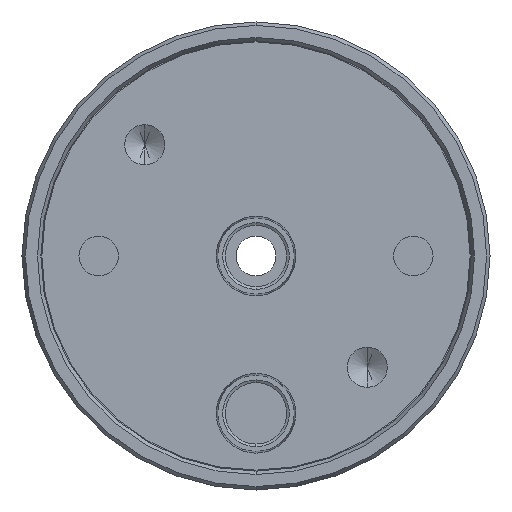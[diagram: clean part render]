
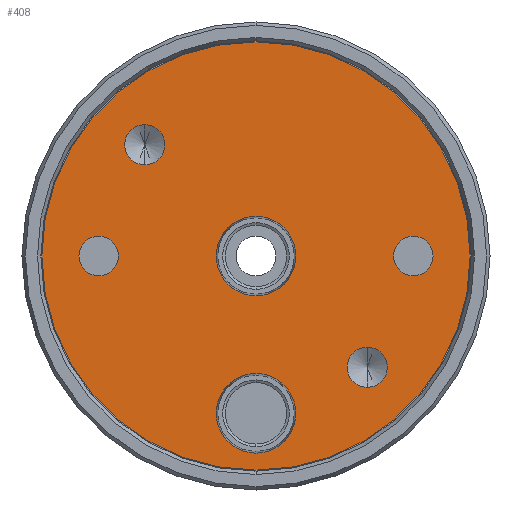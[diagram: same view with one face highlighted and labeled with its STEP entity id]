
A CAD part, front view. The second image highlights one B-rep face of the part: STEP entity #408.
In plain terms, the highlighted planar face has unit normal (0, -1, 0).
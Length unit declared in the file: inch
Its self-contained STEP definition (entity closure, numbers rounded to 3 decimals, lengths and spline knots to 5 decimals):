
#48 = CARTESIAN_POINT ( 'NONE',  ( 0.8, 0., 0. ) ) ;
#62 = CIRCLE ( 'NONE', #104, 1.089 ) ;
#104 = AXIS2_PLACEMENT_3D ( 'NONE', #1145, #1159, #1127 ) ;
#175 = AXIS2_PLACEMENT_3D ( 'NONE', #1174, #1937, #1012 ) ;
#190 = VERTEX_POINT ( 'NONE', #1830 ) ;
#216 = DIRECTION ( 'NONE',  ( 0., -1., 0. ) ) ;
#226 = CARTESIAN_POINT ( 'NONE',  ( 0., 0., -0.8 ) ) ;
#240 = DIRECTION ( 'NONE',  ( 0., 0., 1. ) ) ;
#260 = AXIS2_PLACEMENT_3D ( 'NONE', #226, #2277, #2735 ) ;
#286 = DIRECTION ( 'NONE',  ( 0., 0., 1. ) ) ;
#310 = ORIENTED_EDGE ( 'NONE', *, *, #2398, .F. ) ;
#313 = DIRECTION ( 'NONE',  ( 0., 0., 1. ) ) ;
#330 = AXIS2_PLACEMENT_3D ( 'NONE', #454, #736, #286 ) ;
#357 = DIRECTION ( 'NONE',  ( 0., 0., 1. ) ) ;
#408 = ADVANCED_FACE ( 'NONE', ( #2728, #1797, #657, #433, #2509, #1339, #906 ), #2541, .F. ) ;
#428 = DIRECTION ( 'NONE',  ( 0., 0., 1. ) ) ;
#430 = ORIENTED_EDGE ( 'NONE', *, *, #2882, .F. ) ;
#433 = FACE_BOUND ( 'NONE', #1472, .T. ) ;
#454 = CARTESIAN_POINT ( 'NONE',  ( -0.56569, 0., 0.56569 ) ) ;
#474 = EDGE_CURVE ( 'NONE', #1644, #2900, #1459, .T. ) ;
#484 = CARTESIAN_POINT ( 'NONE',  ( 0., 0., -0.2025 ) ) ;
#487 = AXIS2_PLACEMENT_3D ( 'NONE', #2243, #1799, #2731 ) ;
#519 = CIRCLE ( 'NONE', #889, 0.2025 ) ;
#632 = CIRCLE ( 'NONE', #1384, 0.10157 ) ;
#657 = FACE_BOUND ( 'NONE', #2757, .T. ) ;
#736 = DIRECTION ( 'NONE',  ( 0., -1., 0. ) ) ;
#738 = CARTESIAN_POINT ( 'NONE',  ( 0., 0., 1.089 ) ) ;
#739 = DIRECTION ( 'NONE',  ( 0., 0., 1. ) ) ;
#743 = EDGE_CURVE ( 'NONE', #2900, #1644, #2626, .T. ) ;
#781 = VERTEX_POINT ( 'NONE', #2615 ) ;
#849 = CIRCLE ( 'NONE', #1219, 0.1005 ) ;
#851 = CARTESIAN_POINT ( 'NONE',  ( -0.8, 0., 0.1005 ) ) ;
#859 = ORIENTED_EDGE ( 'NONE', *, *, #474, .F. ) ;
#866 = DIRECTION ( 'NONE',  ( 0., 0., 1. ) ) ;
#870 = ORIENTED_EDGE ( 'NONE', *, *, #743, .F. ) ;
#875 = DIRECTION ( 'NONE',  ( 0., 0., 1. ) ) ;
#889 = AXIS2_PLACEMENT_3D ( 'NONE', #2779, #1636, #1402 ) ;
#906 = FACE_OUTER_BOUND ( 'NONE', #1071, .T. ) ;
#929 = EDGE_CURVE ( 'NONE', #1118, #781, #2806, .T. ) ;
#969 = CARTESIAN_POINT ( 'NONE',  ( -0.8, 0., 0. ) ) ;
#983 = ORIENTED_EDGE ( 'NONE', *, *, #2101, .F. ) ;
#987 = VERTEX_POINT ( 'NONE', #1648 ) ;
#988 = VERTEX_POINT ( 'NONE', #2100 ) ;
#1002 = CIRCLE ( 'NONE', #487, 0.2025 ) ;
#1011 = CIRCLE ( 'NONE', #260, 0.2025 ) ;
#1012 = DIRECTION ( 'NONE',  ( 0., 0., 1. ) ) ;
#1040 = EDGE_LOOP ( 'NONE', ( #983, #1625 ) ) ;
#1052 = EDGE_LOOP ( 'NONE', ( #1193, #310 ) ) ;
#1071 = EDGE_LOOP ( 'NONE', ( #2465, #2389 ) ) ;
#1093 = CARTESIAN_POINT ( 'NONE',  ( -0.56569, 0., 0.56569 ) ) ;
#1097 = ORIENTED_EDGE ( 'NONE', *, *, #1328, .F. ) ;
#1118 = VERTEX_POINT ( 'NONE', #484 ) ;
#1127 = DIRECTION ( 'NONE',  ( 0., 0., 1. ) ) ;
#1135 = EDGE_CURVE ( 'NONE', #988, #1992, #2052, .T. ) ;
#1145 = CARTESIAN_POINT ( 'NONE',  ( 0., 0., 0. ) ) ;
#1159 = DIRECTION ( 'NONE',  ( 0., -1., 0. ) ) ;
#1174 = CARTESIAN_POINT ( 'NONE',  ( 0.56569, 0., -0.56569 ) ) ;
#1193 = ORIENTED_EDGE ( 'NONE', *, *, #1135, .F. ) ;
#1219 = AXIS2_PLACEMENT_3D ( 'NONE', #2311, #216, #866 ) ;
#1228 = EDGE_CURVE ( 'NONE', #2051, #1941, #62, .T. ) ;
#1239 = CARTESIAN_POINT ( 'NONE',  ( 0., 0., -1.0025 ) ) ;
#1253 = VERTEX_POINT ( 'NONE', #1867 ) ;
#1287 = EDGE_CURVE ( 'NONE', #2116, #2582, #519, .T. ) ;
#1311 = ORIENTED_EDGE ( 'NONE', *, *, #1287, .F. ) ;
#1315 = AXIS2_PLACEMENT_3D ( 'NONE', #2869, #2407, #357 ) ;
#1328 = EDGE_CURVE ( 'NONE', #190, #2836, #849, .T. ) ;
#1336 = AXIS2_PLACEMENT_3D ( 'NONE', #48, #1642, #739 ) ;
#1339 = FACE_BOUND ( 'NONE', #2773, .T. ) ;
#1361 = AXIS2_PLACEMENT_3D ( 'NONE', #2839, #2824, #2443 ) ;
#1384 = AXIS2_PLACEMENT_3D ( 'NONE', #1093, #1614, #875 ) ;
#1402 = DIRECTION ( 'NONE',  ( 0., 0., 1. ) ) ;
#1404 = CARTESIAN_POINT ( 'NONE',  ( -0.56569, 0., 0.46412 ) ) ;
#1423 = CIRCLE ( 'NONE', #1336, 0.1005 ) ;
#1439 = CIRCLE ( 'NONE', #2073, 0.10156 ) ;
#1440 = CIRCLE ( 'NONE', #175, 0.10156 ) ;
#1459 = CIRCLE ( 'NONE', #1315, 0.1005 ) ;
#1472 = EDGE_LOOP ( 'NONE', ( #430, #1097 ) ) ;
#1487 = AXIS2_PLACEMENT_3D ( 'NONE', #2901, #2706, #428 ) ;
#1583 = DIRECTION ( 'NONE',  ( 0., -1., 0. ) ) ;
#1614 = DIRECTION ( 'NONE',  ( 0., -1., 0. ) ) ;
#1625 = ORIENTED_EDGE ( 'NONE', *, *, #2280, .F. ) ;
#1636 = DIRECTION ( 'NONE',  ( 0., -1., 0. ) ) ;
#1642 = DIRECTION ( 'NONE',  ( 0., -1., 0. ) ) ;
#1644 = VERTEX_POINT ( 'NONE', #851 ) ;
#1648 = CARTESIAN_POINT ( 'NONE',  ( 0.56569, 0., -0.66725 ) ) ;
#1797 = FACE_BOUND ( 'NONE', #1052, .T. ) ;
#1799 = DIRECTION ( 'NONE',  ( 0., -1., 0. ) ) ;
#1830 = CARTESIAN_POINT ( 'NONE',  ( 0.8, 0., -0.1005 ) ) ;
#1849 = CARTESIAN_POINT ( 'NONE',  ( 0., 0., 0. ) ) ;
#1863 = CARTESIAN_POINT ( 'NONE',  ( 0., 0., -0.5975 ) ) ;
#1867 = CARTESIAN_POINT ( 'NONE',  ( 0.56569, 0., -0.46412 ) ) ;
#1868 = DIRECTION ( 'NONE',  ( 0., -1., 0. ) ) ;
#1885 = CARTESIAN_POINT ( 'NONE',  ( 0.8, 0., 0.1005 ) ) ;
#1900 = EDGE_CURVE ( 'NONE', #1941, #2051, #2352, .T. ) ;
#1907 = ORIENTED_EDGE ( 'NONE', *, *, #929, .F. ) ;
#1937 = DIRECTION ( 'NONE',  ( 0., -1., 0. ) ) ;
#1941 = VERTEX_POINT ( 'NONE', #2723 ) ;
#1992 = VERTEX_POINT ( 'NONE', #1404 ) ;
#2051 = VERTEX_POINT ( 'NONE', #738 ) ;
#2052 = CIRCLE ( 'NONE', #330, 0.10157 ) ;
#2073 = AXIS2_PLACEMENT_3D ( 'NONE', #2805, #2359, #313 ) ;
#2100 = CARTESIAN_POINT ( 'NONE',  ( -0.56569, 0., 0.66725 ) ) ;
#2101 = EDGE_CURVE ( 'NONE', #1253, #987, #1439, .T. ) ;
#2116 = VERTEX_POINT ( 'NONE', #1239 ) ;
#2136 = EDGE_LOOP ( 'NONE', ( #2811, #1907 ) ) ;
#2138 = AXIS2_PLACEMENT_3D ( 'NONE', #1849, #1583, #240 ) ;
#2184 = EDGE_CURVE ( 'NONE', #2582, #2116, #1011, .T. ) ;
#2243 = CARTESIAN_POINT ( 'NONE',  ( 0., 0., 0. ) ) ;
#2276 = AXIS2_PLACEMENT_3D ( 'NONE', #969, #1868, #2781 ) ;
#2277 = DIRECTION ( 'NONE',  ( 0., -1., 0. ) ) ;
#2280 = EDGE_CURVE ( 'NONE', #987, #1253, #1440, .T. ) ;
#2311 = CARTESIAN_POINT ( 'NONE',  ( 0.8, 0., 0. ) ) ;
#2352 = CIRCLE ( 'NONE', #1487, 1.089 ) ;
#2359 = DIRECTION ( 'NONE',  ( 0., -1., 0. ) ) ;
#2389 = ORIENTED_EDGE ( 'NONE', *, *, #1900, .T. ) ;
#2398 = EDGE_CURVE ( 'NONE', #1992, #988, #632, .T. ) ;
#2400 = EDGE_CURVE ( 'NONE', #781, #1118, #1002, .T. ) ;
#2407 = DIRECTION ( 'NONE',  ( 0., -1., 0. ) ) ;
#2443 = DIRECTION ( 'NONE',  ( 0., 0., -1. ) ) ;
#2465 = ORIENTED_EDGE ( 'NONE', *, *, #1228, .T. ) ;
#2509 = FACE_BOUND ( 'NONE', #2136, .T. ) ;
#2541 = PLANE ( 'NONE',  #1361 ) ;
#2582 = VERTEX_POINT ( 'NONE', #1863 ) ;
#2615 = CARTESIAN_POINT ( 'NONE',  ( 0., 0., 0.2025 ) ) ;
#2626 = CIRCLE ( 'NONE', #2276, 0.1005 ) ;
#2706 = DIRECTION ( 'NONE',  ( 0., -1., 0. ) ) ;
#2723 = CARTESIAN_POINT ( 'NONE',  ( 0., 0., -1.089 ) ) ;
#2728 = FACE_BOUND ( 'NONE', #1040, .T. ) ;
#2731 = DIRECTION ( 'NONE',  ( 0., 0., 1. ) ) ;
#2735 = DIRECTION ( 'NONE',  ( 0., 0., 1. ) ) ;
#2757 = EDGE_LOOP ( 'NONE', ( #859, #870 ) ) ;
#2772 = CARTESIAN_POINT ( 'NONE',  ( -0.8, 0., -0.1005 ) ) ;
#2773 = EDGE_LOOP ( 'NONE', ( #2927, #1311 ) ) ;
#2779 = CARTESIAN_POINT ( 'NONE',  ( 0., 0., -0.8 ) ) ;
#2781 = DIRECTION ( 'NONE',  ( 0., 0., 1. ) ) ;
#2805 = CARTESIAN_POINT ( 'NONE',  ( 0.56569, 0., -0.56569 ) ) ;
#2806 = CIRCLE ( 'NONE', #2138, 0.2025 ) ;
#2811 = ORIENTED_EDGE ( 'NONE', *, *, #2400, .F. ) ;
#2824 = DIRECTION ( 'NONE',  ( 0., 1., 0. ) ) ;
#2836 = VERTEX_POINT ( 'NONE', #1885 ) ;
#2839 = CARTESIAN_POINT ( 'NONE',  ( 0., 0., 0. ) ) ;
#2869 = CARTESIAN_POINT ( 'NONE',  ( -0.8, 0., 0. ) ) ;
#2882 = EDGE_CURVE ( 'NONE', #2836, #190, #1423, .T. ) ;
#2900 = VERTEX_POINT ( 'NONE', #2772 ) ;
#2901 = CARTESIAN_POINT ( 'NONE',  ( 0., 0., 0. ) ) ;
#2927 = ORIENTED_EDGE ( 'NONE', *, *, #2184, .F. ) ;
